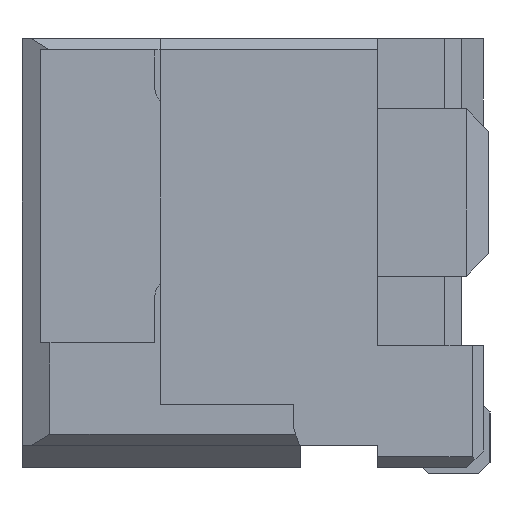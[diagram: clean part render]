
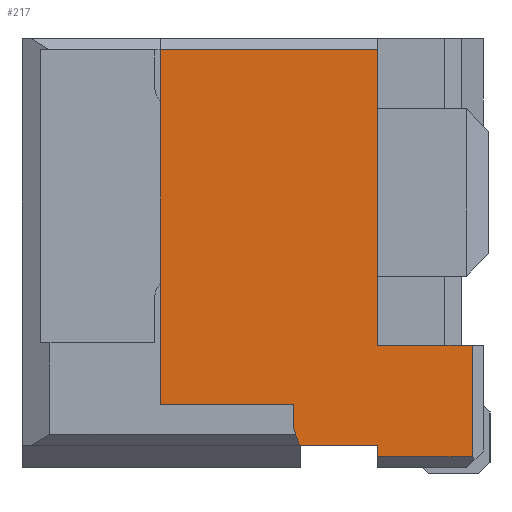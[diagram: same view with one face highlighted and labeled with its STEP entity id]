
A CAD part, left-side view. The second image highlights one B-rep face of the part: STEP entity #217.
In plain terms, the highlighted planar face has unit normal (-1, 0, 0).
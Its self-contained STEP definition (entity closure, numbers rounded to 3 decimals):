
#217 = ADVANCED_FACE( '', ( #639 ), #640, .T. );
#639 = FACE_OUTER_BOUND( '', #1310, .T. );
#640 = PLANE( '', #1311 );
#1310 = EDGE_LOOP( '', ( #2563, #2564, #2565, #2566, #2567, #2568, #2569, #2570, #2571, #2572, #2573 ) );
#1311 = AXIS2_PLACEMENT_3D( '', #2574, #2575, #2576 );
#2563 = ORIENTED_EDGE( '', *, *, #5120, .T. );
#2564 = ORIENTED_EDGE( '', *, *, #5112, .F. );
#2565 = ORIENTED_EDGE( '', *, *, #5137, .T. );
#2566 = ORIENTED_EDGE( '', *, *, #5138, .T. );
#2567 = ORIENTED_EDGE( '', *, *, #5139, .F. );
#2568 = ORIENTED_EDGE( '', *, *, #4866, .F. );
#2569 = ORIENTED_EDGE( '', *, *, #5140, .F. );
#2570 = ORIENTED_EDGE( '', *, *, #5049, .T. );
#2571 = ORIENTED_EDGE( '', *, *, #4884, .T. );
#2572 = ORIENTED_EDGE( '', *, *, #4813, .T. );
#2573 = ORIENTED_EDGE( '', *, *, #4796, .F. );
#2574 = CARTESIAN_POINT( '', ( -9.525, -5.555, 11.995 ) );
#2575 = DIRECTION( '', ( -1., 0., 0. ) );
#2576 = DIRECTION( '', ( 0., 0., 1. ) );
#4796 = EDGE_CURVE( '', #5830, #5832, #5833, .T. );
#4813 = EDGE_CURVE( '', #5864, #5832, #5865, .T. );
#4866 = EDGE_CURVE( '', #5962, #5963, #5964, .T. );
#4884 = EDGE_CURVE( '', #5995, #5864, #5996, .T. );
#5049 = EDGE_CURVE( '', #6303, #5995, #6304, .T. );
#5112 = EDGE_CURVE( '', #6415, #6416, #6417, .T. );
#5120 = EDGE_CURVE( '', #5830, #6416, #6430, .T. );
#5137 = EDGE_CURVE( '', #6415, #6459, #6460, .T. );
#5138 = EDGE_CURVE( '', #6459, #6461, #6462, .T. );
#5139 = EDGE_CURVE( '', #5963, #6461, #6463, .T. );
#5140 = EDGE_CURVE( '', #6303, #5962, #6464, .T. );
#5830 = VERTEX_POINT( '', #7499 );
#5832 = VERTEX_POINT( '', #7502 );
#5833 = LINE( '', #7503, #7504 );
#5864 = VERTEX_POINT( '', #7551 );
#5865 = LINE( '', #7552, #7553 );
#5962 = VERTEX_POINT( '', #7725 );
#5963 = VERTEX_POINT( '', #7726 );
#5964 = LINE( '', #7727, #7728 );
#5995 = VERTEX_POINT( '', #7776 );
#5996 = LINE( '', #7777, #7778 );
#6303 = VERTEX_POINT( '', #8260 );
#6304 = LINE( '', #8261, #8262 );
#6415 = VERTEX_POINT( '', #8431 );
#6416 = VERTEX_POINT( '', #8432 );
#6417 = LINE( '', #8433, #8434 );
#6430 = LINE( '', #8454, #8455 );
#6459 = VERTEX_POINT( '', #8500 );
#6460 = LINE( '', #8501, #8502 );
#6461 = VERTEX_POINT( '', #8503 );
#6462 = LINE( '', #8504, #8505 );
#6463 = LINE( '', #8506, #8507 );
#6464 = LINE( '', #8508, #8509 );
#7499 = CARTESIAN_POINT( '', ( -9.525, -4.58, 10.13 ) );
#7502 = CARTESIAN_POINT( '', ( -9.525, -4.58, 13.31 ) );
#7503 = CARTESIAN_POINT( '', ( -9.525, -4.58, 10.13 ) );
#7504 = VECTOR( '', #9791, 1000. );
#7551 = CARTESIAN_POINT( '', ( -9.525, -6.53, 13.31 ) );
#7552 = CARTESIAN_POINT( '', ( -9.525, -6.53, 13.31 ) );
#7553 = VECTOR( '', #9808, 1000. );
#7725 = CARTESIAN_POINT( '', ( -9.525, -7.38, 9.66 ) );
#7726 = CARTESIAN_POINT( '', ( -9.525, -6.53, 9.66 ) );
#7727 = CARTESIAN_POINT( '', ( -9.525, -7.38, 9.66 ) );
#7728 = VECTOR( '', #9857, 1000. );
#7776 = CARTESIAN_POINT( '', ( -9.525, -6.53, 10.66 ) );
#7777 = CARTESIAN_POINT( '', ( -9.525, -6.53, 10.66 ) );
#7778 = VECTOR( '', #9875, 1000. );
#8260 = CARTESIAN_POINT( '', ( -9.525, -7.38, 10.66 ) );
#8261 = CARTESIAN_POINT( '', ( -9.525, -7.38, 10.66 ) );
#8262 = VECTOR( '', #10048, 1000. );
#8431 = CARTESIAN_POINT( '', ( -9.525, -5.78, 9.91 ) );
#8432 = CARTESIAN_POINT( '', ( -9.525, -5.78, 10.13 ) );
#8433 = CARTESIAN_POINT( '', ( -9.525, -5.78, 9.91 ) );
#8434 = VECTOR( '', #10119, 1000. );
#8454 = CARTESIAN_POINT( '', ( -9.525, -4.58, 10.13 ) );
#8455 = VECTOR( '', #10127, 1000. );
#8500 = CARTESIAN_POINT( '', ( -9.525, -5.83, 9.76 ) );
#8501 = CARTESIAN_POINT( '', ( -9.525, -5.78, 9.91 ) );
#8502 = VECTOR( '', #10144, 1000. );
#8503 = CARTESIAN_POINT( '', ( -9.525, -6.53, 9.76 ) );
#8504 = CARTESIAN_POINT( '', ( -9.525, -5.83, 9.76 ) );
#8505 = VECTOR( '', #10145, 1000. );
#8506 = CARTESIAN_POINT( '', ( -9.525, -6.53, 9.66 ) );
#8507 = VECTOR( '', #10146, 1000. );
#8508 = CARTESIAN_POINT( '', ( -9.525, -7.38, 10.66 ) );
#8509 = VECTOR( '', #10147, 1000. );
#9791 = DIRECTION( '', ( 0., 0., 1. ) );
#9808 = DIRECTION( '', ( 0., 1., 0. ) );
#9857 = DIRECTION( '', ( 0., 1., 0. ) );
#9875 = DIRECTION( '', ( 0., 0., 1. ) );
#10048 = DIRECTION( '', ( 0., 1., 0. ) );
#10119 = DIRECTION( '', ( 0., 0., 1. ) );
#10127 = DIRECTION( '', ( 0., -1., 0. ) );
#10144 = DIRECTION( '', ( 0., -0.316, -0.949 ) );
#10145 = DIRECTION( '', ( 0., -1., 0. ) );
#10146 = DIRECTION( '', ( 0., 0., 1. ) );
#10147 = DIRECTION( '', ( 0., 0., -1. ) );
